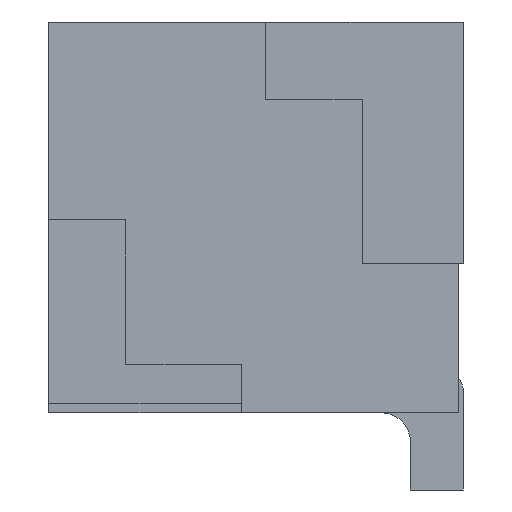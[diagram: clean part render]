
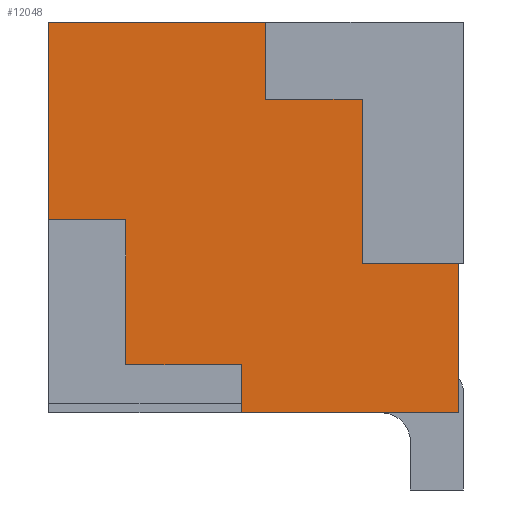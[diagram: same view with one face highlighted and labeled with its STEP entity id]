
A CAD part, left-side view. The second image highlights one B-rep face of the part: STEP entity #12048.
In plain terms, the highlighted planar face has unit normal (-1, 0, 0).
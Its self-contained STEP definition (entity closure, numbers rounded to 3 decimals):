
#11675=CARTESIAN_POINT('',(-10.375,0.0,-2.025));
#11676=VERTEX_POINT('',#11675);
#11683=CARTESIAN_POINT('',(-10.375,2.25,-2.025));
#11684=VERTEX_POINT('',#11683);
#11685=CARTESIAN_POINT('',(-10.375,4.25,-2.025));
#11686=DIRECTION('',(0.0,-1.0,0.0));
#11687=VECTOR('',#11686,1.0);
#11688=LINE('',#11685,#11687);
#11689=EDGE_CURVE('n� 981',#11684,#11676,#11688,.T.);
#11925=CARTESIAN_POINT('',(-10.375,4.25,-0.025));
#11926=VERTEX_POINT('',#11925);
#11933=CARTESIAN_POINT('',(-10.375,4.25,2.025));
#11934=VERTEX_POINT('',#11933);
#11935=CARTESIAN_POINT('',(-10.375,4.25,2.025));
#11936=DIRECTION('',(0.0,0.0,1.0));
#11937=VECTOR('',#11936,1.0);
#11938=LINE('',#11935,#11937);
#11939=EDGE_CURVE('n� 978',#11926,#11934,#11938,.T.);
#11963=CARTESIAN_POINT('',(-10.375,1.0,1.225));
#11964=VERTEX_POINT('',#11963);
#11965=CARTESIAN_POINT('',(-10.375,2.0,1.225));
#11966=VERTEX_POINT('',#11965);
#11967=CARTESIAN_POINT('',(-10.375,2.0,1.225));
#11968=DIRECTION('',(0.0,1.0,0.0));
#11969=VECTOR('',#11968,1.0);
#11970=LINE('',#11967,#11969);
#11971=EDGE_CURVE('n� 2179',#11964,#11966,#11970,.T.);
#11972=ORIENTED_EDGE('',*,*,#11971,.T.);
#11973=CARTESIAN_POINT('',(-10.375,2.0,2.025));
#11974=VERTEX_POINT('',#11973);
#11975=CARTESIAN_POINT('',(-10.375,2.0,2.025));
#11976=DIRECTION('',(0.0,0.0,1.0));
#11977=VECTOR('',#11976,1.0);
#11978=LINE('',#11975,#11977);
#11979=EDGE_CURVE('n� 2176',#11966,#11974,#11978,.T.);
#11980=ORIENTED_EDGE('',*,*,#11979,.T.);
#11981=CARTESIAN_POINT('',(-10.375,4.25,2.025));
#11982=DIRECTION('',(-0.0,-1.0,0.0));
#11983=VECTOR('',#11982,1.0);
#11984=LINE('',#11981,#11983);
#11985=EDGE_CURVE('n� 75',#11934,#11974,#11984,.T.);
#11986=ORIENTED_EDGE('',*,*,#11985,.F.);
#11987=ORIENTED_EDGE('',*,*,#11939,.F.);
#11988=CARTESIAN_POINT('',(-10.375,3.45,-0.025));
#11989=VERTEX_POINT('',#11988);
#11990=CARTESIAN_POINT('',(-10.375,3.45,-0.025));
#11991=DIRECTION('',(0.0,1.0,0.0));
#11992=VECTOR('',#11991,1.0);
#11993=LINE('',#11990,#11992);
#11994=EDGE_CURVE('n� 1046',#11989,#11926,#11993,.T.);
#11995=ORIENTED_EDGE('',*,*,#11994,.F.);
#11996=CARTESIAN_POINT('',(-10.375,3.45,-1.525));
#11997=VERTEX_POINT('',#11996);
#11998=CARTESIAN_POINT('',(-10.375,3.45,-1.525));
#11999=DIRECTION('',(0.0,0.0,1.0));
#12000=VECTOR('',#11999,1.0);
#12001=LINE('',#11998,#12000);
#12002=EDGE_CURVE('n� 1061',#11997,#11989,#12001,.T.);
#12003=ORIENTED_EDGE('',*,*,#12002,.F.);
#12004=CARTESIAN_POINT('',(-10.375,2.25,-1.525));
#12005=VERTEX_POINT('',#12004);
#12006=CARTESIAN_POINT('',(-10.375,2.25,-1.525));
#12007=DIRECTION('',(0.0,1.0,0.0));
#12008=VECTOR('',#12007,1.0);
#12009=LINE('',#12006,#12008);
#12010=EDGE_CURVE('n� 1058',#12005,#11997,#12009,.T.);
#12011=ORIENTED_EDGE('',*,*,#12010,.F.);
#12012=CARTESIAN_POINT('',(-10.375,2.25,-2.025));
#12013=DIRECTION('',(0.0,0.0,1.0));
#12014=VECTOR('',#12013,1.0);
#12015=LINE('',#12012,#12014);
#12016=EDGE_CURVE('n� 1055',#11684,#12005,#12015,.T.);
#12017=ORIENTED_EDGE('',*,*,#12016,.F.);
#12018=ORIENTED_EDGE('',*,*,#11689,.T.);
#12019=CARTESIAN_POINT('',(-10.375,0.0,-0.475));
#12020=VERTEX_POINT('',#12019);
#12021=CARTESIAN_POINT('',(-10.375,0.0,2.025));
#12022=DIRECTION('',(-0.0,0.0,1.0));
#12023=VECTOR('',#12022,1.0);
#12024=LINE('',#12021,#12023);
#12025=EDGE_CURVE('n� 49',#11676,#12020,#12024,.T.);
#12026=ORIENTED_EDGE('',*,*,#12025,.T.);
#12027=CARTESIAN_POINT('',(-10.375,1.0,-0.475));
#12028=VERTEX_POINT('',#12027);
#12029=CARTESIAN_POINT('',(-10.375,1.0,-0.475));
#12030=DIRECTION('',(0.0,1.0,0.0));
#12031=VECTOR('',#12030,1.0);
#12032=LINE('',#12029,#12031);
#12033=EDGE_CURVE('n� 2185',#12020,#12028,#12032,.T.);
#12034=ORIENTED_EDGE('',*,*,#12033,.T.);
#12035=CARTESIAN_POINT('',(-10.375,1.0,1.225));
#12036=DIRECTION('',(0.0,0.0,1.0));
#12037=VECTOR('',#12036,1.0);
#12038=LINE('',#12035,#12037);
#12039=EDGE_CURVE('n� 2182',#12028,#11964,#12038,.T.);
#12040=ORIENTED_EDGE('',*,*,#12039,.T.);
#12041=EDGE_LOOP('',(
    #11972,#11980,#11986,#11987,#11995,#12003,#12011,#12017,#12018,#12026,
    #12034,#12040));
#12042=FACE_OUTER_BOUND('',#12041,.T.);
#12043=CARTESIAN_POINT('',(-10.375,4.25,2.025));
#12044=DIRECTION('',(1.0,-0.0,0.0));
#12045=DIRECTION('',(0.0,0.0,-1.0));
#12046=AXIS2_PLACEMENT_3D('',#12043,#12044,#12045);
#12047=PLANE('',#12046);
#12048=ADVANCED_FACE('n� 81',(#12042),#12047,.F.);
